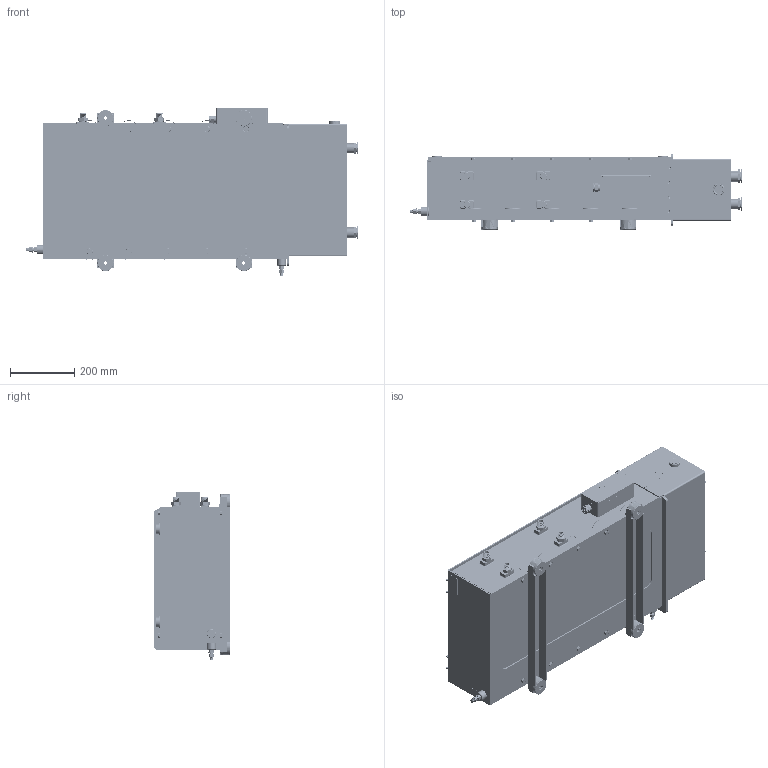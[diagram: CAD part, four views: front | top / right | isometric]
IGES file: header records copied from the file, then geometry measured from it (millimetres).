
Start section: SolidWorks IGES file using analytic representation for surfaces
Global section: file name: ðñìê2â .IGS; native system: SolidWorks 2020; preprocessor: SolidWorks 2020; author: User; date: 240403.152241; units: millimetre
Bounding box: 1030.26 x 235.48 x 523 mm (x, y, z)
Surface area: 3676505.7 mm2 (no closed solid volume)
Topology: 0 solids, 0 shells, 8168 faces, 121519 edges, 121415 vertices
Faces by surface type: revolution 4143, bspline 4025
